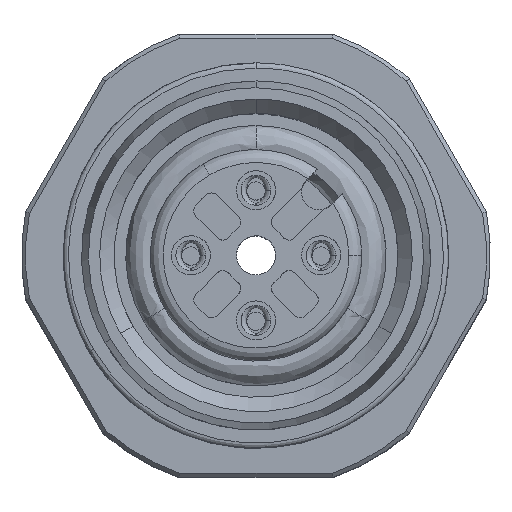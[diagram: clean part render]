
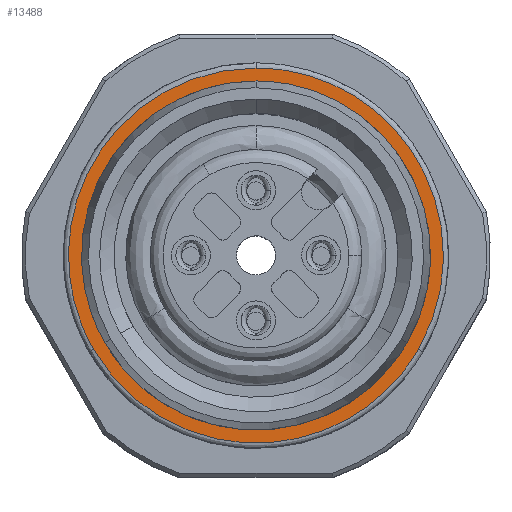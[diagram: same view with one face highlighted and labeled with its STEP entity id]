
A CAD part, top view. The second image highlights one B-rep face of the part: STEP entity #13488.
In plain terms, the highlighted planar face has unit normal (0, 0, 1).
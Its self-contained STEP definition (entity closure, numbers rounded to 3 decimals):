
#13419=AXIS2_PLACEMENT_3D('Plane Axis2P3D',#13416,#13417,#13418) ;
#13268=CARTESIAN_POINT('Vertex',(15.235,4.9,34.55)) ;
#13275=CARTESIAN_POINT('Vertex',(9.,15.7,34.55)) ;
#13279=CARTESIAN_POINT('Control Point',(15.235,4.9,34.55)) ;
#13280=CARTESIAN_POINT('Control Point',(21.471,15.7,34.55)) ;
#13281=CARTESIAN_POINT('Control Point',(9.,15.7,34.55)) ;
#13301=CARTESIAN_POINT('Control Point',(2.765,4.9,34.55)) ;
#13302=CARTESIAN_POINT('Control Point',(9.,-5.9,34.55)) ;
#13303=CARTESIAN_POINT('Control Point',(15.235,4.9,34.55)) ;
#13304=CARTESIAN_POINT('Vertex',(2.765,4.9,34.55)) ;
#13330=CARTESIAN_POINT('Control Point',(9.,15.7,34.55)) ;
#13331=CARTESIAN_POINT('Control Point',(-3.471,15.7,34.55)) ;
#13332=CARTESIAN_POINT('Control Point',(2.765,4.9,34.55)) ;
#13416=CARTESIAN_POINT('Axis2P3D Location',(1.08,0.58,34.55)) ;
#13427=CARTESIAN_POINT('Control Point',(9.,15.2,34.55)) ;
#13428=CARTESIAN_POINT('Control Point',(9.676,15.2,34.55)) ;
#13429=CARTESIAN_POINT('Control Point',(10.392,15.115,34.55)) ;
#13430=CARTESIAN_POINT('Control Point',(11.129,14.924,34.55)) ;
#13431=CARTESIAN_POINT('Control Point',(12.632,14.282,34.55)) ;
#13432=CARTESIAN_POINT('Control Point',(13.942,13.155,34.55)) ;
#13433=CARTESIAN_POINT('Control Point',(14.523,12.453,34.55)) ;
#13434=CARTESIAN_POINT('Control Point',(15.439,10.844,34.55)) ;
#13435=CARTESIAN_POINT('Control Point',(15.771,9.057,34.55)) ;
#13436=CARTESIAN_POINT('Control Point',(15.776,8.152,34.55)) ;
#13437=CARTESIAN_POINT('Control Point',(15.59,6.971,34.55)) ;
#13438=CARTESIAN_POINT('Control Point',(15.201,5.935,34.55)) ;
#13439=CARTESIAN_POINT('Control Point',(15.079,5.659,34.55)) ;
#13440=CARTESIAN_POINT('Control Point',(14.945,5.398,34.55)) ;
#13441=CARTESIAN_POINT('Control Point',(14.802,5.15,34.55)) ;
#13442=CARTESIAN_POINT('Vertex',(9.,15.2,34.55)) ;
#13444=CARTESIAN_POINT('Vertex',(14.802,5.15,34.55)) ;
#13448=CARTESIAN_POINT('Control Point',(14.802,5.15,34.55)) ;
#13449=CARTESIAN_POINT('Control Point',(14.464,4.564,34.55)) ;
#13450=CARTESIAN_POINT('Control Point',(14.033,3.987,34.55)) ;
#13451=CARTESIAN_POINT('Control Point',(13.499,3.444,34.55)) ;
#13452=CARTESIAN_POINT('Control Point',(12.192,2.463,34.55)) ;
#13453=CARTESIAN_POINT('Control Point',(10.561,1.893,34.55)) ;
#13454=CARTESIAN_POINT('Control Point',(9.662,1.74,34.55)) ;
#13455=CARTESIAN_POINT('Control Point',(7.81,1.751,34.55)) ;
#13456=CARTESIAN_POINT('Control Point',(6.097,2.358,34.55)) ;
#13457=CARTESIAN_POINT('Control Point',(5.311,2.806,34.55)) ;
#13458=CARTESIAN_POINT('Control Point',(4.381,3.558,34.55)) ;
#13459=CARTESIAN_POINT('Control Point',(3.678,4.413,34.55)) ;
#13460=CARTESIAN_POINT('Control Point',(3.5,4.656,34.55)) ;
#13461=CARTESIAN_POINT('Control Point',(3.341,4.902,34.55)) ;
#13462=CARTESIAN_POINT('Control Point',(3.198,5.15,34.55)) ;
#13463=CARTESIAN_POINT('Vertex',(3.198,5.15,34.55)) ;
#13467=CARTESIAN_POINT('Control Point',(3.198,5.15,34.55)) ;
#13468=CARTESIAN_POINT('Control Point',(2.859,5.736,34.55)) ;
#13469=CARTESIAN_POINT('Control Point',(2.576,6.398,34.55)) ;
#13470=CARTESIAN_POINT('Control Point',(2.372,7.132,34.55)) ;
#13471=CARTESIAN_POINT('Control Point',(2.176,8.754,34.55)) ;
#13472=CARTESIAN_POINT('Control Point',(2.498,10.452,34.55)) ;
#13473=CARTESIAN_POINT('Control Point',(2.815,11.307,34.55)) ;
#13474=CARTESIAN_POINT('Control Point',(3.75,12.905,34.55)) ;
#13475=CARTESIAN_POINT('Control Point',(5.133,14.085,34.55)) ;
#13476=CARTESIAN_POINT('Control Point',(5.913,14.542,34.55)) ;
#13477=CARTESIAN_POINT('Control Point',(7.029,14.972,34.55)) ;
#13478=CARTESIAN_POINT('Control Point',(8.121,15.153,34.55)) ;
#13479=CARTESIAN_POINT('Control Point',(8.421,15.185,34.55)) ;
#13480=CARTESIAN_POINT('Control Point',(8.714,15.2,34.55)) ;
#13481=CARTESIAN_POINT('Control Point',(9.,15.2,34.55)) ;
#13417=DIRECTION('Axis2P3D Direction',(0.,-0.,1.)) ;
#13418=DIRECTION('Axis2P3D XDirection',(1.,0.,0.)) ;
#13422=ORIENTED_EDGE('',*,*,#13333,.T.) ;
#13423=ORIENTED_EDGE('',*,*,#13306,.T.) ;
#13424=ORIENTED_EDGE('',*,*,#13282,.T.) ;
#13484=ORIENTED_EDGE('',*,*,#13446,.T.) ;
#13485=ORIENTED_EDGE('',*,*,#13465,.T.) ;
#13486=ORIENTED_EDGE('',*,*,#13482,.T.) ;
#13487=FACE_BOUND('',#13483,.T.) ;
#13488=ADVANCED_FACE('5001410.1\\instance id 13\\instance id 17\\R2',(#13425,#13487),#13420,.T.) ;
#13426=B_SPLINE_CURVE_WITH_KNOTS('',5,(#13427,#13428,#13429,#13430,#13431,#13432,#13433,#13434,#13435,#13436,#13437,#13438,#13439,#13440,#13441),.UNSPECIFIED.,.F.,.U.,(6,3,3,3,6),(0.,7.561,15.617,23.951,27.149),.UNSPECIFIED.) ;
#13447=B_SPLINE_CURVE_WITH_KNOTS('',5,(#13448,#13449,#13450,#13451,#13452,#13453,#13454,#13455,#13456,#13457,#13458,#13459,#13460,#13461,#13462),.UNSPECIFIED.,.F.,.U.,(6,3,3,3,6),(0.,7.561,15.617,23.951,27.149),.UNSPECIFIED.) ;
#13466=B_SPLINE_CURVE_WITH_KNOTS('',5,(#13467,#13468,#13469,#13470,#13471,#13472,#13473,#13474,#13475,#13476,#13477,#13478,#13479,#13480,#13481),.UNSPECIFIED.,.F.,.U.,(6,3,3,3,6),(0.,7.561,15.617,23.951,27.149),.UNSPECIFIED.) ;
#13282=EDGE_CURVE('',#13269,#13276,#13278,.T.) ;
#13306=EDGE_CURVE('',#13305,#13269,#13300,.T.) ;
#13333=EDGE_CURVE('',#13276,#13305,#13329,.T.) ;
#13446=EDGE_CURVE('',#13443,#13445,#13426,.T.) ;
#13465=EDGE_CURVE('',#13445,#13464,#13447,.T.) ;
#13482=EDGE_CURVE('',#13464,#13443,#13466,.T.) ;
#13421=EDGE_LOOP('',(#13422,#13423,#13424)) ;
#13483=EDGE_LOOP('',(#13484,#13485,#13486)) ;
#13425=FACE_OUTER_BOUND('',#13421,.T.) ;
#13420=PLANE('',#13419) ;
#13269=VERTEX_POINT('',#13268) ;
#13276=VERTEX_POINT('',#13275) ;
#13305=VERTEX_POINT('',#13304) ;
#13443=VERTEX_POINT('',#13442) ;
#13445=VERTEX_POINT('',#13444) ;
#13464=VERTEX_POINT('',#13463) ;
#13278=(BOUNDED_CURVE()B_SPLINE_CURVE(2,(#13279,#13280,#13281),.UNSPECIFIED.,.F.,.U.)B_SPLINE_CURVE_WITH_KNOTS((3,3),(50.807,76.21),.UNSPECIFIED.)CURVE()GEOMETRIC_REPRESENTATION_ITEM()RATIONAL_B_SPLINE_CURVE((1.,0.5,1.))REPRESENTATION_ITEM('')) ;
#13300=(BOUNDED_CURVE()B_SPLINE_CURVE(2,(#13301,#13302,#13303),.UNSPECIFIED.,.F.,.U.)B_SPLINE_CURVE_WITH_KNOTS((3,3),(25.403,50.807),.UNSPECIFIED.)CURVE()GEOMETRIC_REPRESENTATION_ITEM()RATIONAL_B_SPLINE_CURVE((1.,0.5,1.))REPRESENTATION_ITEM('')) ;
#13329=(BOUNDED_CURVE()B_SPLINE_CURVE(2,(#13330,#13331,#13332),.UNSPECIFIED.,.F.,.U.)B_SPLINE_CURVE_WITH_KNOTS((3,3),(0.,25.403),.UNSPECIFIED.)CURVE()GEOMETRIC_REPRESENTATION_ITEM()RATIONAL_B_SPLINE_CURVE((1.,0.5,1.))REPRESENTATION_ITEM('')) ;
